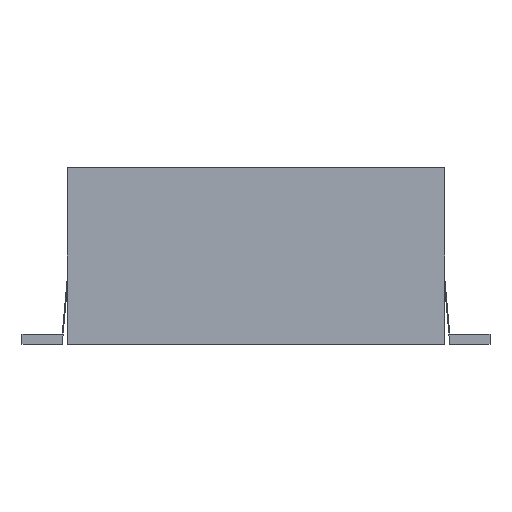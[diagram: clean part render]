
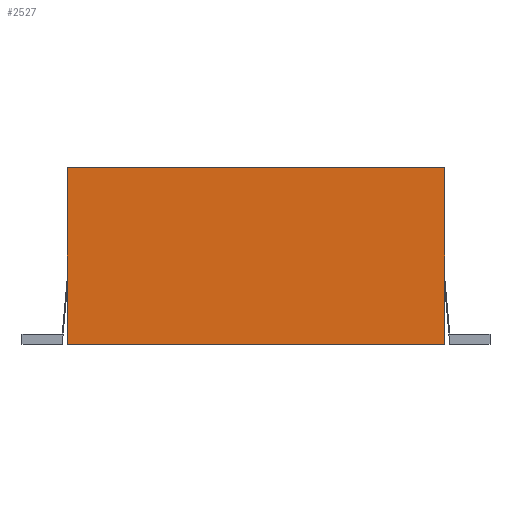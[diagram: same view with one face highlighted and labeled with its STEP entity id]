
A CAD part, left-side view. The second image highlights one B-rep face of the part: STEP entity #2527.
In plain terms, the highlighted planar face has unit normal (-1, 0, 0).
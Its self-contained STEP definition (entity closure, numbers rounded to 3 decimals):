
#91 = CARTESIAN_POINT ( 'NONE',  ( -6.07, -3.75, 3.5 ) ) ;
#237 = CARTESIAN_POINT ( 'NONE',  ( -6.07, -3.75, 0. ) ) ;
#337 = DIRECTION ( 'NONE',  ( 0., 0., -1. ) ) ;
#395 = CARTESIAN_POINT ( 'NONE',  ( -6.07, 3.75, 3.5 ) ) ;
#644 = DIRECTION ( 'NONE',  ( 1., 0., 0. ) ) ;
#737 = VECTOR ( 'NONE', #5415, 1000. ) ;
#926 = CARTESIAN_POINT ( 'NONE',  ( -6.07, 3.75, 3.5 ) ) ;
#956 = ORIENTED_EDGE ( 'NONE', *, *, #5339, .F. ) ;
#1337 = CARTESIAN_POINT ( 'NONE',  ( -6.07, -3.75, 0. ) ) ;
#1430 = DIRECTION ( 'NONE',  ( 0., 0., -1. ) ) ;
#1608 = LINE ( 'NONE', #91, #4631 ) ;
#1617 = LINE ( 'NONE', #395, #1715 ) ;
#1715 = VECTOR ( 'NONE', #337, 1000. ) ;
#1772 = ORIENTED_EDGE ( 'NONE', *, *, #2886, .T. ) ;
#1786 = VERTEX_POINT ( 'NONE', #237 ) ;
#1883 = ORIENTED_EDGE ( 'NONE', *, *, #1921, .F. ) ;
#1921 = EDGE_CURVE ( 'NONE', #2929, #1786, #1608, .T. ) ;
#2414 = LINE ( 'NONE', #3662, #2912 ) ;
#2527 = ADVANCED_FACE ( 'NONE', ( #3913 ), #2754, .F. ) ;
#2636 = LINE ( 'NONE', #1337, #737 ) ;
#2754 = PLANE ( 'NONE',  #3464 ) ;
#2886 = EDGE_CURVE ( 'NONE', #3631, #1786, #2636, .T. ) ;
#2912 = VECTOR ( 'NONE', #3187, 1000. ) ;
#2929 = VERTEX_POINT ( 'NONE', #4226 ) ;
#3087 = DIRECTION ( 'NONE',  ( 0., 0., -1. ) ) ;
#3187 = DIRECTION ( 'NONE',  ( 0., -1., 0. ) ) ;
#3323 = ORIENTED_EDGE ( 'NONE', *, *, #3646, .T. ) ;
#3464 = AXIS2_PLACEMENT_3D ( 'NONE', #5206, #644, #1430 ) ;
#3631 = VERTEX_POINT ( 'NONE', #4755 ) ;
#3646 = EDGE_CURVE ( 'NONE', #5175, #3631, #1617, .T. ) ;
#3662 = CARTESIAN_POINT ( 'NONE',  ( -6.07, -3.75, 3.5 ) ) ;
#3913 = FACE_OUTER_BOUND ( 'NONE', #5218, .T. ) ;
#4226 = CARTESIAN_POINT ( 'NONE',  ( -6.07, -3.75, 3.5 ) ) ;
#4631 = VECTOR ( 'NONE', #3087, 1000. ) ;
#4755 = CARTESIAN_POINT ( 'NONE',  ( -6.07, 3.75, 0. ) ) ;
#5175 = VERTEX_POINT ( 'NONE', #926 ) ;
#5206 = CARTESIAN_POINT ( 'NONE',  ( -6.07, -3.75, 3.5 ) ) ;
#5218 = EDGE_LOOP ( 'NONE', ( #1772, #1883, #956, #3323 ) ) ;
#5339 = EDGE_CURVE ( 'NONE', #5175, #2929, #2414, .T. ) ;
#5415 = DIRECTION ( 'NONE',  ( 0., -1., 0. ) ) ;
